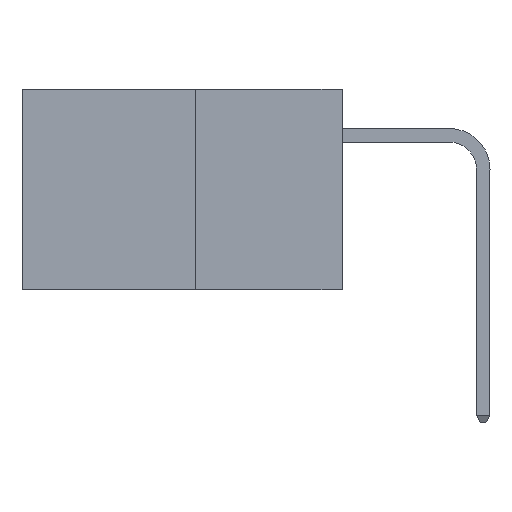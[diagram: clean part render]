
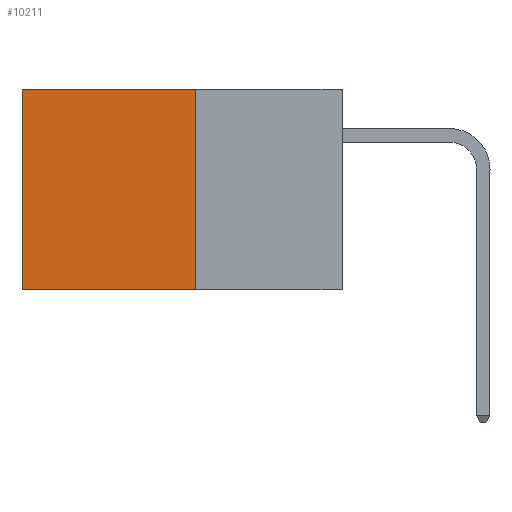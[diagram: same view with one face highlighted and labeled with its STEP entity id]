
A CAD part, left-side view. The second image highlights one B-rep face of the part: STEP entity #10211.
In plain terms, the highlighted planar face has unit normal (-1, 0, 0).
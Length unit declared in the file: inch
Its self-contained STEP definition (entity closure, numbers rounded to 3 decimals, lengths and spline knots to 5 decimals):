
#457 = VERTEX_POINT ( 'NONE', #4160 ) ;
#1252 = FACE_OUTER_BOUND ( 'NONE', #2210, .T. ) ;
#1331 = VECTOR ( 'NONE', #1599, 39.37008 ) ;
#1520 = VERTEX_POINT ( 'NONE', #4621 ) ;
#1599 = DIRECTION ( 'NONE',  ( 0., 1., 0. ) ) ;
#1630 = DIRECTION ( 'NONE',  ( 0., 0., -1. ) ) ;
#2210 = EDGE_LOOP ( 'NONE', ( #18010, #14768, #12295, #14178 ) ) ;
#2367 = VECTOR ( 'NONE', #20851, 39.37008 ) ;
#4160 = CARTESIAN_POINT ( 'NONE',  ( 0.277, 0.59, -0.37 ) ) ;
#4621 = CARTESIAN_POINT ( 'NONE',  ( 0.277, 0.27, 0. ) ) ;
#5991 = DIRECTION ( 'NONE',  ( 0., 0., -1. ) ) ;
#6834 = VERTEX_POINT ( 'NONE', #21731 ) ;
#6977 = VECTOR ( 'NONE', #1630, 39.37008 ) ;
#7133 = LINE ( 'NONE', #21118, #2367 ) ;
#8523 = CARTESIAN_POINT ( 'NONE',  ( 0.277, 0.27, -0.37 ) ) ;
#8595 = VERTEX_POINT ( 'NONE', #8523 ) ;
#8717 = CARTESIAN_POINT ( 'NONE',  ( 0.277, 0.59, -0.37 ) ) ;
#9638 = AXIS2_PLACEMENT_3D ( 'NONE', #20145, #19987, #19938 ) ;
#10126 = EDGE_CURVE ( 'NONE', #1520, #6834, #7133, .T. ) ;
#10201 = LINE ( 'NONE', #19012, #1331 ) ;
#10211 = ADVANCED_FACE ( 'NONE', ( #1252 ), #20016, .F. ) ;
#12295 = ORIENTED_EDGE ( 'NONE', *, *, #18507, .F. ) ;
#13556 = LINE ( 'NONE', #16284, #18560 ) ;
#14178 = ORIENTED_EDGE ( 'NONE', *, *, #10126, .T. ) ;
#14768 = ORIENTED_EDGE ( 'NONE', *, *, #15907, .F. ) ;
#15907 = EDGE_CURVE ( 'NONE', #8595, #457, #10201, .T. ) ;
#16284 = CARTESIAN_POINT ( 'NONE',  ( 0.277, 0.27, -0.37 ) ) ;
#18010 = ORIENTED_EDGE ( 'NONE', *, *, #21156, .T. ) ;
#18507 = EDGE_CURVE ( 'NONE', #1520, #8595, #13556, .T. ) ;
#18560 = VECTOR ( 'NONE', #5991, 39.37008 ) ;
#19012 = CARTESIAN_POINT ( 'NONE',  ( 0.277, 0.27, -0.37 ) ) ;
#19938 = DIRECTION ( 'NONE',  ( 0., 0., -1. ) ) ;
#19987 = DIRECTION ( 'NONE',  ( 1., 0., 0. ) ) ;
#20016 = PLANE ( 'NONE',  #9638 ) ;
#20145 = CARTESIAN_POINT ( 'NONE',  ( 0.277, 0.27, -0.37 ) ) ;
#20578 = LINE ( 'NONE', #8717, #6977 ) ;
#20851 = DIRECTION ( 'NONE',  ( 0., 1., 0. ) ) ;
#21118 = CARTESIAN_POINT ( 'NONE',  ( 0.277, 0.27, 0. ) ) ;
#21156 = EDGE_CURVE ( 'NONE', #6834, #457, #20578, .T. ) ;
#21731 = CARTESIAN_POINT ( 'NONE',  ( 0.277, 0.59, 0. ) ) ;
